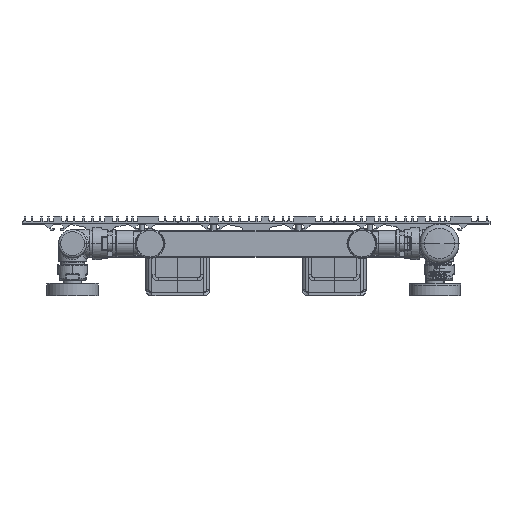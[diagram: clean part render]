
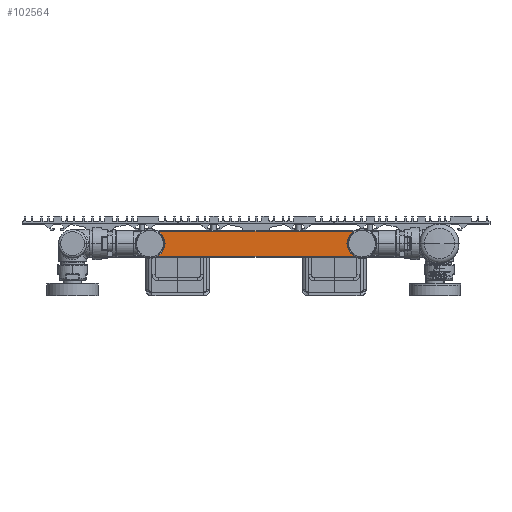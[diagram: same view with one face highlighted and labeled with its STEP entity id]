
A CAD part, front view. The second image highlights one B-rep face of the part: STEP entity #102564.
In plain terms, the highlighted planar face has unit normal (0, -1, 0).
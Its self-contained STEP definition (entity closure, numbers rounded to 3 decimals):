
#20444=CARTESIAN_POINT('',(-273.5,-1321.,-13.));
#20445=DIRECTION('',(0.,1.,0.));
#20446=DIRECTION('',(1.,0.,0.));
#20447=AXIS2_PLACEMENT_3D('',#20444,#20445,#20446);
#20452=CARTESIAN_POINT('',(-273.5,-1321.,-13.));
#20453=DIRECTION('',(0.,1.,0.));
#20454=DIRECTION('',(0.539,0.,0.842));
#20455=AXIS2_PLACEMENT_3D('',#20452,#20453,#20454);
#20460=DIRECTION('',(-1.,0.,0.));
#20461=VECTOR('',#20460,189.63);
#20462=CARTESIAN_POINT('',(-76.185,-1321.,-1.));
#20463=LINE('',#20462,#20461);
#20467=CARTESIAN_POINT('',(-68.5,-1321.,-13.));
#20468=DIRECTION('',(0.,1.,0.));
#20469=DIRECTION('',(-1.,0.,0.));
#20470=AXIS2_PLACEMENT_3D('',#20467,#20468,#20469);
#20475=CARTESIAN_POINT('',(-68.5,-1321.,-13.));
#20476=DIRECTION('',(0.,1.,0.));
#20477=DIRECTION('',(-0.539,0.,-0.842));
#20478=AXIS2_PLACEMENT_3D('',#20475,#20476,#20477);
#20483=DIRECTION('',(-1.,0.,0.));
#20484=VECTOR('',#20483,189.63);
#20485=CARTESIAN_POINT('',(-76.185,-1321.,-25.));
#20486=LINE('',#20485,#20484);
#83965=CARTESIAN_POINT('',(-76.185,-1321.,-25.));
#83966=CARTESIAN_POINT('',(-82.75,-1321.,-13.));
#83967=VERTEX_POINT('',#83965);
#83968=VERTEX_POINT('',#83966);
#83969=CARTESIAN_POINT('',(-76.185,-1321.,-1.));
#83970=VERTEX_POINT('',#83969);
#83997=CARTESIAN_POINT('',(-259.25,-1321.,-13.));
#83998=CARTESIAN_POINT('',(-265.815,-1321.,-25.));
#83999=VERTEX_POINT('',#83997);
#84000=VERTEX_POINT('',#83998);
#84007=CARTESIAN_POINT('',(-265.815,-1321.,-1.));
#84008=VERTEX_POINT('',#84007);
#102549=CARTESIAN_POINT('',(5658.,-1321.,0.));
#102550=DIRECTION('',(0.,-1.,0.));
#102551=DIRECTION('',(0.,0.,-1.));
#102552=AXIS2_PLACEMENT_3D('',#102549,#102550,#102551);
#102553=PLANE('',#102552);
#102554=ORIENTED_EDGE('',*,*,#102523,.F.);
#102556=ORIENTED_EDGE('',*,*,#102555,.F.);
#102557=ORIENTED_EDGE('',*,*,#102482,.F.);
#102558=ORIENTED_EDGE('',*,*,#99602,.F.);
#102559=ORIENTED_EDGE('',*,*,#99537,.F.);
#102561=ORIENTED_EDGE('',*,*,#102560,.T.);
#102562=EDGE_LOOP('',(#102554,#102556,#102557,#102558,#102559,#102561));
#102563=FACE_OUTER_BOUND('',#102562,.F.);
#20448=CIRCLE('',#20447,14.25);
#20456=CIRCLE('',#20455,14.25);
#20471=CIRCLE('',#20470,14.25);
#20479=CIRCLE('',#20478,14.25);
#99537=EDGE_CURVE('',#83967,#83968,#20479,.T.);
#99602=EDGE_CURVE('',#83968,#83970,#20471,.T.);
#102482=EDGE_CURVE('',#83970,#84008,#20463,.T.);
#102523=EDGE_CURVE('',#83999,#84000,#20448,.T.);
#102555=EDGE_CURVE('',#84008,#83999,#20456,.T.);
#102560=EDGE_CURVE('',#83967,#84000,#20486,.T.);
#102564=ADVANCED_FACE('',(#102563),#102553,.T.);
